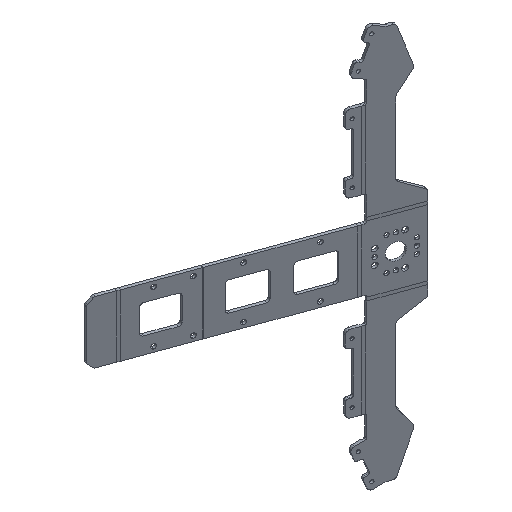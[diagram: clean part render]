
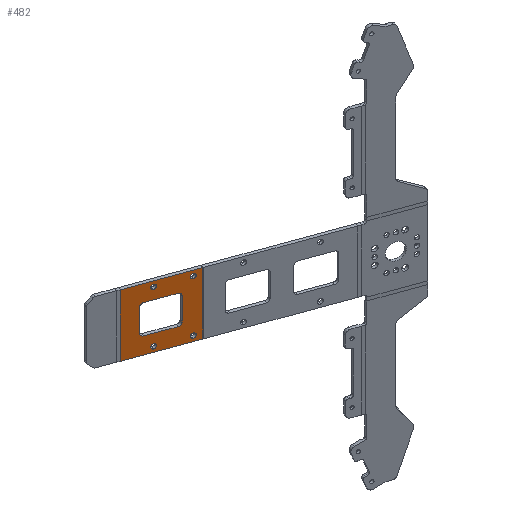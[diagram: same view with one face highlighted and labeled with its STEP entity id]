
A CAD part, isometric view. The second image highlights one B-rep face of the part: STEP entity #482.
In plain terms, the highlighted planar face has unit normal (-0.342, -0.94, 0).
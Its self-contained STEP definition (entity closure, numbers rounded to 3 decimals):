
#482=ADVANCED_FACE('',(#1930,#1931,#1932,#1933,#1934,#1935),#749,.F.);
#749=PLANE('',#5475);
#993=LINE('',#7844,#1494);
#999=LINE('',#7858,#1500);
#1001=LINE('',#7864,#1502);
#1002=LINE('',#7869,#1503);
#1003=LINE('',#7880,#1504);
#1004=LINE('',#7883,#1505);
#1005=LINE('',#7885,#1506);
#1006=LINE('',#7887,#1507);
#1494=VECTOR('',#6249,1.);
#1500=VECTOR('',#6257,1.);
#1502=VECTOR('',#6263,1.);
#1503=VECTOR('',#6268,1.);
#1504=VECTOR('',#6279,1.);
#1505=VECTOR('',#6280,1.);
#1506=VECTOR('',#6281,1.);
#1507=VECTOR('',#6282,1.);
#1930=FACE_BOUND('',#2048,.T.);
#1931=FACE_BOUND('',#2049,.T.);
#1932=FACE_BOUND('',#2050,.T.);
#1933=FACE_BOUND('',#2051,.T.);
#1934=FACE_BOUND('',#2052,.T.);
#1935=FACE_BOUND('',#2053,.T.);
#2048=EDGE_LOOP('',(#2634,#2635,#2636,#2637,#2638,#2639,#2640,#2641));
#2049=EDGE_LOOP('',(#2642,#2643));
#2050=EDGE_LOOP('',(#2644,#2645));
#2051=EDGE_LOOP('',(#2646,#2647,#2648,#2649));
#2052=EDGE_LOOP('',(#2650,#2651));
#2053=EDGE_LOOP('',(#2652,#2653));
#2634=ORIENTED_EDGE('',*,*,#4561,.T.);
#2635=ORIENTED_EDGE('',*,*,#4563,.T.);
#2636=ORIENTED_EDGE('',*,*,#4564,.F.);
#2637=ORIENTED_EDGE('',*,*,#4565,.T.);
#2638=ORIENTED_EDGE('',*,*,#4555,.T.);
#2639=ORIENTED_EDGE('',*,*,#4566,.F.);
#2640=ORIENTED_EDGE('',*,*,#4567,.T.);
#2641=ORIENTED_EDGE('',*,*,#4568,.F.);
#2642=ORIENTED_EDGE('',*,*,#4569,.F.);
#2643=ORIENTED_EDGE('',*,*,#4570,.F.);
#2644=ORIENTED_EDGE('',*,*,#4571,.F.);
#2645=ORIENTED_EDGE('',*,*,#4572,.F.);
#2646=ORIENTED_EDGE('',*,*,#4573,.F.);
#2647=ORIENTED_EDGE('',*,*,#4574,.T.);
#2648=ORIENTED_EDGE('',*,*,#4575,.T.);
#2649=ORIENTED_EDGE('',*,*,#4576,.T.);
#2650=ORIENTED_EDGE('',*,*,#4577,.T.);
#2651=ORIENTED_EDGE('',*,*,#4578,.T.);
#2652=ORIENTED_EDGE('',*,*,#4579,.T.);
#2653=ORIENTED_EDGE('',*,*,#4580,.T.);
#4036=VERTEX_POINT('',#7845);
#4037=VERTEX_POINT('',#7846);
#4042=VERTEX_POINT('',#7857);
#4043=VERTEX_POINT('',#7859);
#4044=VERTEX_POINT('',#7863);
#4045=VERTEX_POINT('',#7865);
#4046=VERTEX_POINT('',#7868);
#4047=VERTEX_POINT('',#7870);
#4048=VERTEX_POINT('',#7873);
#4049=VERTEX_POINT('',#7874);
#4050=VERTEX_POINT('',#7877);
#4051=VERTEX_POINT('',#7878);
#4052=VERTEX_POINT('',#7881);
#4053=VERTEX_POINT('',#7882);
#4054=VERTEX_POINT('',#7884);
#4055=VERTEX_POINT('',#7886);
#4056=VERTEX_POINT('',#7889);
#4057=VERTEX_POINT('',#7890);
#4058=VERTEX_POINT('',#7893);
#4059=VERTEX_POINT('',#7894);
#4555=EDGE_CURVE('',#4036,#4037,#993,.T.);
#4561=EDGE_CURVE('',#4043,#4042,#999,.T.);
#4563=EDGE_CURVE('',#4042,#4044,#5188,.T.);
#4564=EDGE_CURVE('',#4045,#4044,#1001,.T.);
#4565=EDGE_CURVE('',#4045,#4036,#5189,.T.);
#4566=EDGE_CURVE('',#4046,#4037,#5190,.T.);
#4567=EDGE_CURVE('',#4046,#4047,#1002,.T.);
#4568=EDGE_CURVE('',#4043,#4047,#5191,.T.);
#4569=EDGE_CURVE('',#4048,#4049,#5192,.T.);
#4570=EDGE_CURVE('',#4049,#4048,#5193,.T.);
#4571=EDGE_CURVE('',#4050,#4051,#5194,.T.);
#4572=EDGE_CURVE('',#4051,#4050,#5195,.T.);
#4573=EDGE_CURVE('',#4052,#4053,#1003,.T.);
#4574=EDGE_CURVE('',#4052,#4054,#1004,.T.);
#4575=EDGE_CURVE('',#4054,#4055,#1005,.T.);
#4576=EDGE_CURVE('',#4055,#4053,#1006,.T.);
#4577=EDGE_CURVE('',#4056,#4057,#5196,.T.);
#4578=EDGE_CURVE('',#4057,#4056,#5197,.T.);
#4579=EDGE_CURVE('',#4058,#4059,#5198,.T.);
#4580=EDGE_CURVE('',#4059,#4058,#5199,.T.);
#5188=CIRCLE('',#5463,1.5);
#5189=CIRCLE('',#5464,1.5);
#5190=CIRCLE('',#5465,1.5);
#5191=CIRCLE('',#5466,1.5);
#5192=CIRCLE('',#5467,1.1);
#5193=CIRCLE('',#5468,1.1);
#5194=CIRCLE('',#5469,1.1);
#5195=CIRCLE('',#5470,1.1);
#5196=CIRCLE('',#5471,1.1);
#5197=CIRCLE('',#5472,1.1);
#5198=CIRCLE('',#5473,1.1);
#5199=CIRCLE('',#5474,1.1);
#5463=AXIS2_PLACEMENT_3D('',#7862,#6261,#6262);
#5464=AXIS2_PLACEMENT_3D('',#7866,#6264,#6265);
#5465=AXIS2_PLACEMENT_3D('',#7867,#6266,#6267);
#5466=AXIS2_PLACEMENT_3D('',#7871,#6269,#6270);
#5467=AXIS2_PLACEMENT_3D('',#7872,#6271,#6272);
#5468=AXIS2_PLACEMENT_3D('',#7875,#6273,#6274);
#5469=AXIS2_PLACEMENT_3D('',#7876,#6275,#6276);
#5470=AXIS2_PLACEMENT_3D('',#7879,#6277,#6278);
#5471=AXIS2_PLACEMENT_3D('',#7888,#6283,#6284);
#5472=AXIS2_PLACEMENT_3D('',#7891,#6285,#6286);
#5473=AXIS2_PLACEMENT_3D('',#7892,#6287,#6288);
#5474=AXIS2_PLACEMENT_3D('',#7895,#6289,#6290);
#5475=AXIS2_PLACEMENT_3D('',#7896,#6291,#6292);
#6249=DIRECTION('',(0.,0.,1.));
#6257=DIRECTION('',(0.,0.,-1.));
#6261=DIRECTION('',(0.342,0.94,0.));
#6262=DIRECTION('',(0.94,-0.342,0.));
#6263=DIRECTION('',(0.94,-0.342,0.));
#6264=DIRECTION('',(0.342,0.94,0.));
#6265=DIRECTION('',(0.,0.,-1.));
#6266=DIRECTION('',(-0.342,-0.94,0.));
#6267=DIRECTION('',(0.,0.,1.));
#6268=DIRECTION('',(0.94,-0.342,0.));
#6269=DIRECTION('',(-0.342,-0.94,0.));
#6270=DIRECTION('',(0.94,-0.342,0.));
#6271=DIRECTION('',(-0.342,-0.94,0.));
#6272=DIRECTION('',(0.,0.,-1.));
#6273=DIRECTION('',(-0.342,-0.94,0.));
#6274=DIRECTION('',(0.,0.,1.));
#6275=DIRECTION('',(-0.342,-0.94,0.));
#6276=DIRECTION('',(0.,0.,-1.));
#6277=DIRECTION('',(-0.342,-0.94,0.));
#6278=DIRECTION('',(0.,0.,1.));
#6279=DIRECTION('',(-0.94,0.342,0.));
#6280=DIRECTION('',(0.,0.,1.));
#6281=DIRECTION('',(-0.94,0.342,0.));
#6282=DIRECTION('',(0.,0.,-1.));
#6283=DIRECTION('',(0.342,0.94,0.));
#6284=DIRECTION('',(0.,0.,1.));
#6285=DIRECTION('',(0.342,0.94,0.));
#6286=DIRECTION('',(0.,0.,-1.));
#6287=DIRECTION('',(0.342,0.94,0.));
#6288=DIRECTION('',(0.,0.,1.));
#6289=DIRECTION('',(0.342,0.94,0.));
#6290=DIRECTION('',(0.,0.,-1.));
#6291=DIRECTION('',(0.342,0.94,0.));
#6292=DIRECTION('',(0.,0.,1.));
#7844=CARTESIAN_POINT('',(-180.769,1.753,28.174));
#7845=CARTESIAN_POINT('',(-180.769,1.753,28.174));
#7846=CARTESIAN_POINT('',(-180.769,1.753,39.174));
#7857=CARTESIAN_POINT('',(-165.734,-3.719,28.174));
#7858=CARTESIAN_POINT('',(-165.734,-3.719,39.174));
#7859=CARTESIAN_POINT('',(-165.734,-3.719,39.174));
#7862=CARTESIAN_POINT('',(-167.144,-3.206,28.174));
#7863=CARTESIAN_POINT('',(-167.144,-3.206,26.674));
#7864=CARTESIAN_POINT('',(-179.36,1.24,26.674));
#7865=CARTESIAN_POINT('',(-179.36,1.24,26.674));
#7866=CARTESIAN_POINT('',(-179.36,1.24,28.174));
#7867=CARTESIAN_POINT('',(-179.36,1.24,39.174));
#7868=CARTESIAN_POINT('',(-179.36,1.24,40.674));
#7869=CARTESIAN_POINT('',(-179.36,1.24,40.674));
#7870=CARTESIAN_POINT('',(-167.144,-3.206,40.674));
#7871=CARTESIAN_POINT('',(-167.144,-3.206,39.174));
#7872=CARTESIAN_POINT('',(-161.709,-5.184,46.174));
#7873=CARTESIAN_POINT('',(-161.709,-5.184,45.074));
#7874=CARTESIAN_POINT('',(-161.709,-5.184,47.274));
#7875=CARTESIAN_POINT('',(-161.709,-5.184,46.174));
#7876=CARTESIAN_POINT('',(-175.804,-0.054,46.174));
#7877=CARTESIAN_POINT('',(-175.804,-0.054,45.074));
#7878=CARTESIAN_POINT('',(-175.804,-0.054,47.274));
#7879=CARTESIAN_POINT('',(-175.804,-0.054,46.174));
#7880=CARTESIAN_POINT('',(-158.377,-6.397,18.674));
#7881=CARTESIAN_POINT('',(-158.377,-6.397,18.674));
#7882=CARTESIAN_POINT('',(-187.74,4.29,18.674));
#7883=CARTESIAN_POINT('',(-158.377,-6.397,18.674));
#7884=CARTESIAN_POINT('',(-158.377,-6.397,48.674));
#7885=CARTESIAN_POINT('',(-158.377,-6.397,48.674));
#7886=CARTESIAN_POINT('',(-187.74,4.29,48.674));
#7887=CARTESIAN_POINT('',(-187.74,4.29,48.674));
#7888=CARTESIAN_POINT('',(-161.709,-5.184,21.174));
#7889=CARTESIAN_POINT('',(-161.709,-5.184,22.274));
#7890=CARTESIAN_POINT('',(-161.709,-5.184,20.074));
#7891=CARTESIAN_POINT('',(-161.709,-5.184,21.174));
#7892=CARTESIAN_POINT('',(-175.804,-0.054,21.174));
#7893=CARTESIAN_POINT('',(-175.804,-0.054,22.274));
#7894=CARTESIAN_POINT('',(-175.804,-0.054,20.074));
#7895=CARTESIAN_POINT('',(-175.804,-0.054,21.174));
#7896=CARTESIAN_POINT('',(-158.046,-6.518,18.674));
